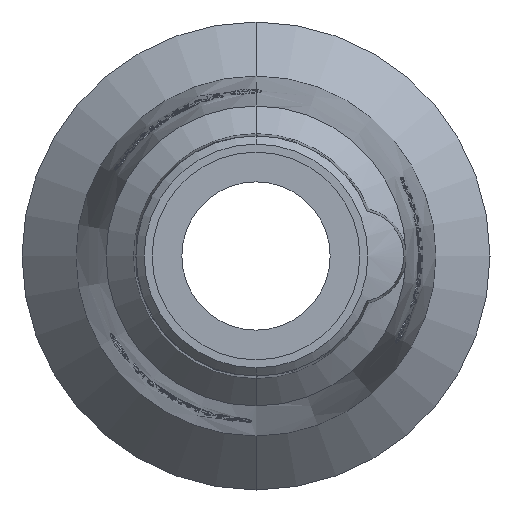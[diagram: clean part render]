
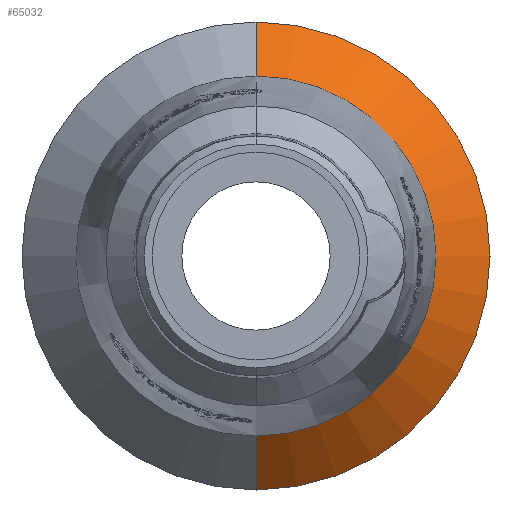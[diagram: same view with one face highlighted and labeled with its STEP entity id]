
A CAD part, front view. The second image highlights one B-rep face of the part: STEP entity #65032.
In plain terms, the highlighted conical face has half-angle 45 degrees and reference radius 28.4 mm.
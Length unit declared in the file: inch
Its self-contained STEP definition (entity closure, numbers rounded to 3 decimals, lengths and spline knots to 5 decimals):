
#6741 = DIRECTION ( 'NONE',  ( 1., 0., 0. ) ) ;
#9574 = CARTESIAN_POINT ( 'NONE',  ( 0., 2.22047, -1.11811 ) ) ;
#10522 = CIRCLE ( 'NONE', #28219, 0.85993 ) ;
#10780 = ORIENTED_EDGE ( 'NONE', *, *, #54329, .F. ) ;
#11274 = VECTOR ( 'NONE', #53445, 39.37008 ) ;
#13244 = FACE_OUTER_BOUND ( 'NONE', #69775, .T. ) ;
#13483 = DIRECTION ( 'NONE',  ( 0., -1., 0. ) ) ;
#17976 = CARTESIAN_POINT ( 'NONE',  ( 0., 1.96229, 0.85993 ) ) ;
#20834 = CARTESIAN_POINT ( 'NONE',  ( 0., 1.96229, 0. ) ) ;
#23960 = EDGE_CURVE ( 'NONE', #34859, #52420, #10522, .T. ) ;
#25490 = ORIENTED_EDGE ( 'NONE', *, *, #46924, .T. ) ;
#28219 = AXIS2_PLACEMENT_3D ( 'NONE', #20834, #13483, #6741 ) ;
#28881 = AXIS2_PLACEMENT_3D ( 'NONE', #77813, #50458, #84876 ) ;
#33988 = EDGE_CURVE ( 'NONE', #63916, #69147, #79646, .T. ) ;
#34515 = DIRECTION ( 'NONE',  ( 0., 1., 0. ) ) ;
#34859 = VERTEX_POINT ( 'NONE', #82302 ) ;
#35117 = LINE ( 'NONE', #78354, #53798 ) ;
#41544 = DIRECTION ( 'NONE',  ( 0., 0., 1. ) ) ;
#42413 = DIRECTION ( 'NONE',  ( 0., 0.707, 0.707 ) ) ;
#46924 = EDGE_CURVE ( 'NONE', #34859, #63916, #49670, .T. ) ;
#49670 = LINE ( 'NONE', #62035, #11274 ) ;
#50398 = CARTESIAN_POINT ( 'NONE',  ( 0., 2.22047, 1.11811 ) ) ;
#50458 = DIRECTION ( 'NONE',  ( 0., -1., 0. ) ) ;
#52420 = VERTEX_POINT ( 'NONE', #17976 ) ;
#53445 = DIRECTION ( 'NONE',  ( 0., 0.707, -0.707 ) ) ;
#53798 = VECTOR ( 'NONE', #42413, 39.37008 ) ;
#54329 = EDGE_CURVE ( 'NONE', #52420, #69147, #35117, .T. ) ;
#62035 = CARTESIAN_POINT ( 'NONE',  ( 0., 2.22047, -1.11811 ) ) ;
#63916 = VERTEX_POINT ( 'NONE', #9574 ) ;
#65032 = ADVANCED_FACE ( 'NONE', ( #13244 ), #84692, .T. ) ;
#67484 = AXIS2_PLACEMENT_3D ( 'NONE', #70093, #34515, #41544 ) ;
#69147 = VERTEX_POINT ( 'NONE', #50398 ) ;
#69775 = EDGE_LOOP ( 'NONE', ( #80023, #25490, #82812, #10780 ) ) ;
#70093 = CARTESIAN_POINT ( 'NONE',  ( 0., 2.22047, 0. ) ) ;
#77813 = CARTESIAN_POINT ( 'NONE',  ( 0., 2.22047, 0. ) ) ;
#78354 = CARTESIAN_POINT ( 'NONE',  ( 0., 2.22047, 1.11811 ) ) ;
#79646 = CIRCLE ( 'NONE', #28881, 1.11811 ) ;
#80023 = ORIENTED_EDGE ( 'NONE', *, *, #23960, .F. ) ;
#82302 = CARTESIAN_POINT ( 'NONE',  ( 0., 1.96229, -0.85993 ) ) ;
#82812 = ORIENTED_EDGE ( 'NONE', *, *, #33988, .T. ) ;
#84692 = CONICAL_SURFACE ( 'NONE', #67484, 1.11811, 0.785 ) ;
#84876 = DIRECTION ( 'NONE',  ( 1., 0., 0. ) ) ;
